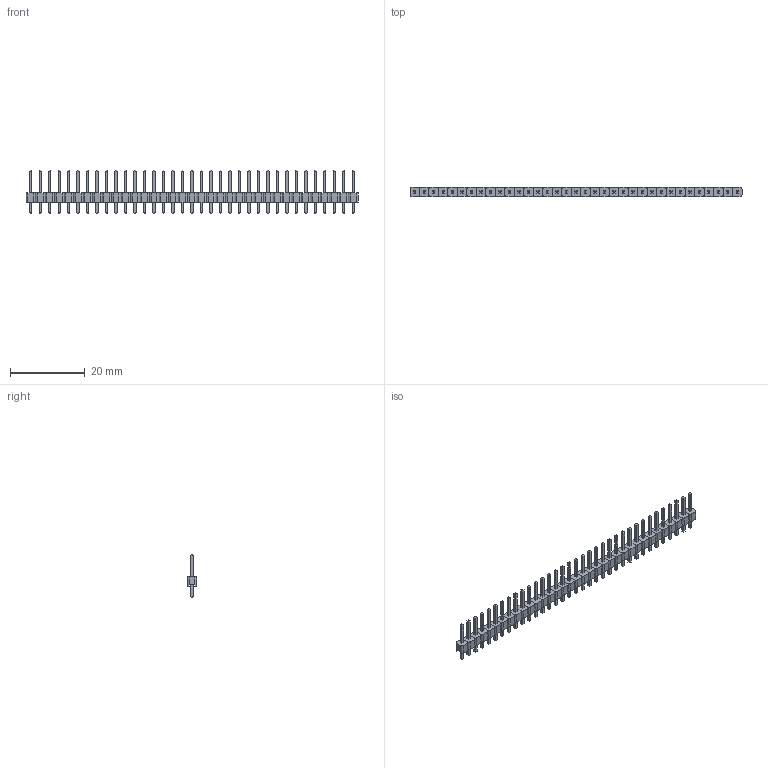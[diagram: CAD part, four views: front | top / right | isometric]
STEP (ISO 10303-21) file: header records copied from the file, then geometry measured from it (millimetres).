
FILE_DESCRIPTION(('FreeCAD Model'),'2;1');
FILE_NAME('Open CASCADE Shape Model','2022-03-28T08:14:08',( 'Engenharia Metaltex'),('Metaltex'), 'Open CASCADE STEP processor 7.5','FreeCAD','Unknown');
FILE_SCHEMA(('AUTOMOTIVE_DESIGN { 1 0 10303 214 1 1 1 1 }'));
Length unit declared in the file: millimetre
Products named in the file (106): Barra_de_pinos; 1; Pino; Base; 2; Pino001; Base001; 3; Pino002; Base002; 4; Pino003; Base003; 5; Pino004; Base004; 6; Pino005; Base005; 7; Pino006; Base006; 8; Pino007; Base007; 9; Pino008; Base008; 10; Pino009; Base009; 11; Pino010; Base010; 12; Pino011; Base011; 13; Pino012; Base012 ...
Assembly tree (105 placements, depth 3):
  Barra_de_pinos
    1
      Pino
      Base
    2
      Pino001
      Base001
    3
      Pino002
      Base002
    4
      Pino003
      Base003
    5
      Pino004
      Base004
    6
      Pino005
      Base005
    7
      Pino006
      Base006
    8
      Pino007
      Base007
    9
      Pino008
      Base008
    10
      Pino009
      Base009
    11
      Pino010
      Base010
    12
      Pino011
      Base011
    13
      Pino012
      Base012
    14
      Pino013
      Base013
    15
      Pino014
      Base014
    16
      Pino015
      Base015
    17
      Pino016
      Base016
    18
      Pino017
      Base017
    19
      Pino018
      Base018
    20
      Pino019
Bounding box: 88.9 x 2.54 x 11.54 mm (x, y, z)
Volume: 618.9 mm3; surface area: 2490.6 mm2
Topology: 70 solids, 70 shells, 1120 faces, 2520 edges, 1540 vertices
Faces by surface type: plane 980, cylinder 140
Entity records: 66029 total; most frequent: CARTESIAN_POINT 11166, DIRECTION 10152, LINE 7000, VECTOR 7000, ORIENTED_EDGE 5040, PCURVE 5040, DEFINITIONAL_REPRESENTATION 5040, EDGE_CURVE 2520
